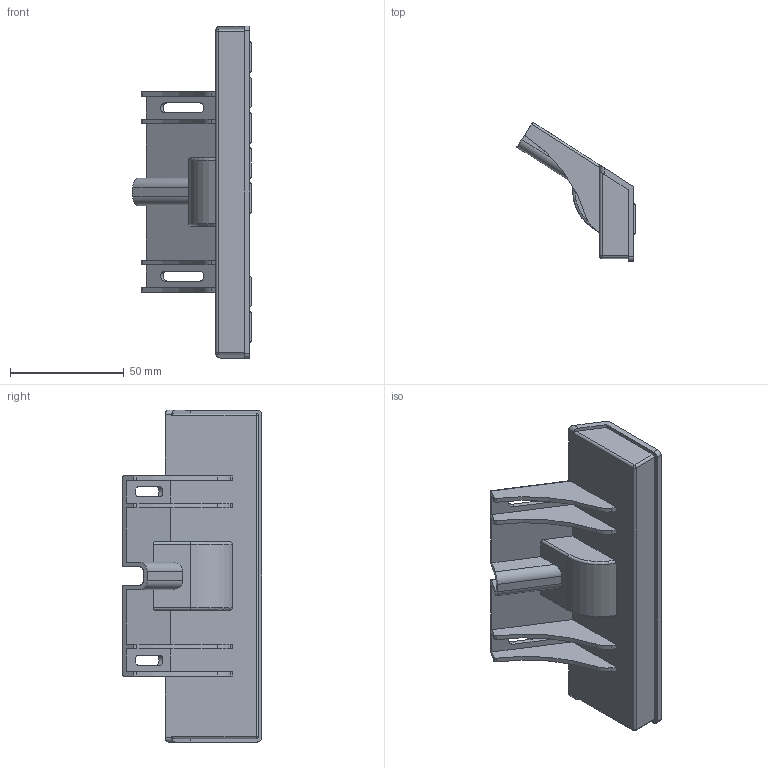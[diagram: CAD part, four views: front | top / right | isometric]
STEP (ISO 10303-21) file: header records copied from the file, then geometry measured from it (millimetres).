
FILE_DESCRIPTION((''),'2;1');
FILE_NAME('AR1153 II.stp','2021-08-18T15:08:36',('arma01'),(''),'Autodesk Inventor 2013','Autodesk Inventor 2013','');
FILE_SCHEMA(('AUTOMOTIVE_DESIGN { 1 0 10303 214 1 1 1 1 }'));
Length unit declared in the file: millimetre
Products named in the file (1): AR1153 II
Bounding box: 51.99 x 61.34 x 146 mm (x, y, z)
Volume: 98819.8 mm3; surface area: 28129.8 mm2
Topology: 1 solids, 1 shells, 118 faces, 319 edges, 210 vertices
Faces by surface type: cylinder 64, plane 50, torus 2, sphere 2
Entity records: 3813 total; most frequent: CARTESIAN_POINT 666, DIRECTION 657, ORIENTED_EDGE 638, EDGE_CURVE 319, AXIS2_PLACEMENT_3D 221, VECTOR 215, LINE 215, VERTEX_POINT 210
